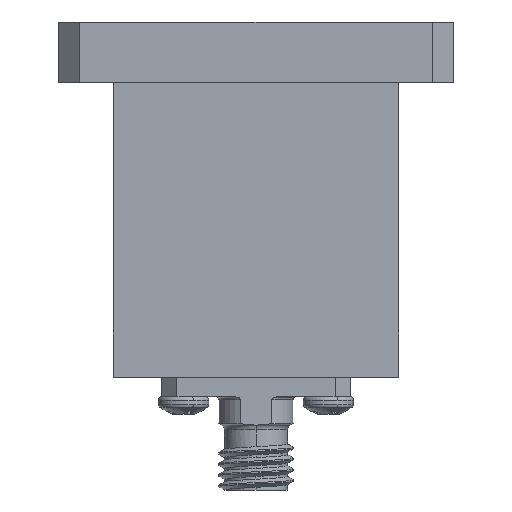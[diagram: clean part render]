
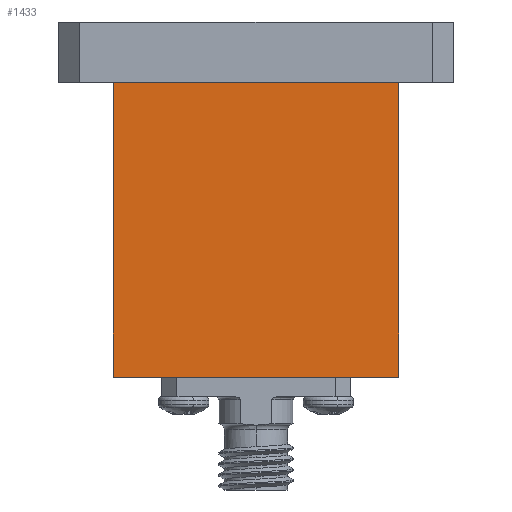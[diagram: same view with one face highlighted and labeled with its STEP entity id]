
A CAD part, front view. The second image highlights one B-rep face of the part: STEP entity #1433.
In plain terms, the highlighted planar face has unit normal (0, -1, 0).
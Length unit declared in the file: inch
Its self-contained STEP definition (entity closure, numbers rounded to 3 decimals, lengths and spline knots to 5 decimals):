
#50 = VERTEX_POINT ( 'NONE', #2496 ) ;
#116 = LINE ( 'NONE', #4720, #1678 ) ;
#671 = VECTOR ( 'NONE', #5084, 39.37008 ) ;
#767 = EDGE_LOOP ( 'NONE', ( #4934, #1495, #4835, #938 ) ) ;
#938 = ORIENTED_EDGE ( 'NONE', *, *, #3949, .F. ) ;
#1152 = LINE ( 'NONE', #4158, #5175 ) ;
#1179 = DIRECTION ( 'NONE',  ( 0., 0., 1. ) ) ;
#1190 = VERTEX_POINT ( 'NONE', #4745 ) ;
#1209 = DIRECTION ( 'NONE',  ( 0., 1., 0. ) ) ;
#1303 = CARTESIAN_POINT ( 'NONE',  ( 0.475, -0.315, -1.18 ) ) ;
#1328 = LINE ( 'NONE', #4675, #5496 ) ;
#1433 = ADVANCED_FACE ( 'NONE', ( #2020 ), #2899, .F. ) ;
#1495 = ORIENTED_EDGE ( 'NONE', *, *, #2486, .T. ) ;
#1624 = CARTESIAN_POINT ( 'NONE',  ( 0.475, -0.315, -3.49991 ) ) ;
#1678 = VECTOR ( 'NONE', #3525, 39.37008 ) ;
#1874 = AXIS2_PLACEMENT_3D ( 'NONE', #1624, #1209, #2477 ) ;
#2020 = FACE_OUTER_BOUND ( 'NONE', #767, .T. ) ;
#2157 = EDGE_CURVE ( 'NONE', #50, #4561, #116, .T. ) ;
#2327 = CARTESIAN_POINT ( 'NONE',  ( -0.475, -0.315, -0.2 ) ) ;
#2477 = DIRECTION ( 'NONE',  ( 0., 0., 1. ) ) ;
#2486 = EDGE_CURVE ( 'NONE', #3173, #50, #1152, .T. ) ;
#2496 = CARTESIAN_POINT ( 'NONE',  ( 0.475, -0.315, -0.2 ) ) ;
#2526 = CARTESIAN_POINT ( 'NONE',  ( -0.475, -0.315, -3.49991 ) ) ;
#2899 = PLANE ( 'NONE',  #1874 ) ;
#3173 = VERTEX_POINT ( 'NONE', #1303 ) ;
#3427 = LINE ( 'NONE', #2526, #671 ) ;
#3525 = DIRECTION ( 'NONE',  ( -1., 0., 0. ) ) ;
#3949 = EDGE_CURVE ( 'NONE', #1190, #4561, #3427, .T. ) ;
#4158 = CARTESIAN_POINT ( 'NONE',  ( 0.475, -0.315, -3.49991 ) ) ;
#4313 = DIRECTION ( 'NONE',  ( -1., 0., 0. ) ) ;
#4561 = VERTEX_POINT ( 'NONE', #2327 ) ;
#4675 = CARTESIAN_POINT ( 'NONE',  ( 0.475, -0.315, -1.18 ) ) ;
#4720 = CARTESIAN_POINT ( 'NONE',  ( 0.475, -0.315, -0.2 ) ) ;
#4745 = CARTESIAN_POINT ( 'NONE',  ( -0.475, -0.315, -1.18 ) ) ;
#4835 = ORIENTED_EDGE ( 'NONE', *, *, #2157, .T. ) ;
#4934 = ORIENTED_EDGE ( 'NONE', *, *, #5417, .F. ) ;
#5084 = DIRECTION ( 'NONE',  ( 0., 0., 1. ) ) ;
#5175 = VECTOR ( 'NONE', #1179, 39.37008 ) ;
#5417 = EDGE_CURVE ( 'NONE', #3173, #1190, #1328, .T. ) ;
#5496 = VECTOR ( 'NONE', #4313, 39.37008 ) ;
